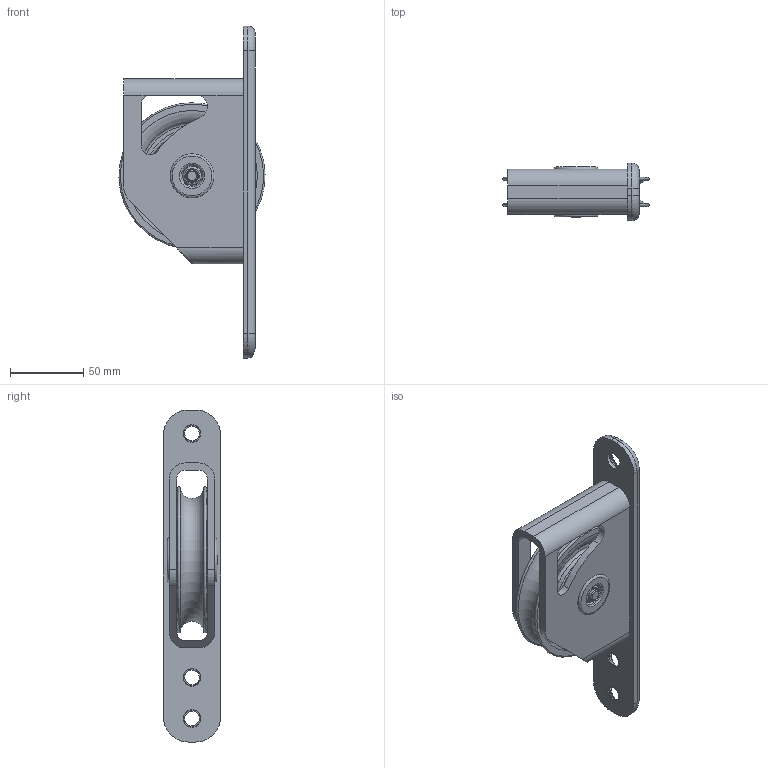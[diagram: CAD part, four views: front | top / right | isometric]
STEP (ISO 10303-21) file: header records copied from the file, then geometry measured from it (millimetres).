
FILE_DESCRIPTION(/* description */ (''),/* implementation_level */ '2;1');
FILE_NAME(/* name */ '01018-Z.stp',/* time_stamp */ '2021-01-08T16:12:37+01:00',/* author */ ('lucade'),/* organization */ (''),/* preprocessor_version */ 'ST-DEVELOPER v18.1',/* originating_system */ 'Autodesk Inventor 2021',/* authorisation */ '');
FILE_SCHEMA (('AUTOMOTIVE_DESIGN { 1 0 10303 214 3 1 1 }'));
Length unit declared in the file: millimetre
Products named in the file (1): 21010855
Bounding box: 99.47 x 39 x 226 mm (x, y, z)
Volume: 227899.5 mm3; surface area: 91912.1 mm2
Topology: 2 solids, 4 shells, 263 faces, 665 edges, 422 vertices
Faces by surface type: plane 100, cylinder 87, torus 45, cone 31
Full cylindrical faces by diameter (mm): 5 x1, 5.05 x1, 7.8 x3, 7.9 x1, 8.25 x2, 9 x1, 10 x3, 11.5 x4, 12 x3, 12.5 x1, 13 x1, 13.1 x1, 13.5 x1, 15.1 x1, 22 x3, 23.8 x2, 24 x2, 29.8 x3, 30 x3, 35 x2, 43 x2, 53 x2
Entity records: 8233 total; most frequent: CARTESIAN_POINT 1689, DIRECTION 1472, ORIENTED_EDGE 1326, EDGE_CURVE 663, AXIS2_PLACEMENT_3D 613, VERTEX_POINT 422, CIRCLE 345, EDGE_LOOP 303
